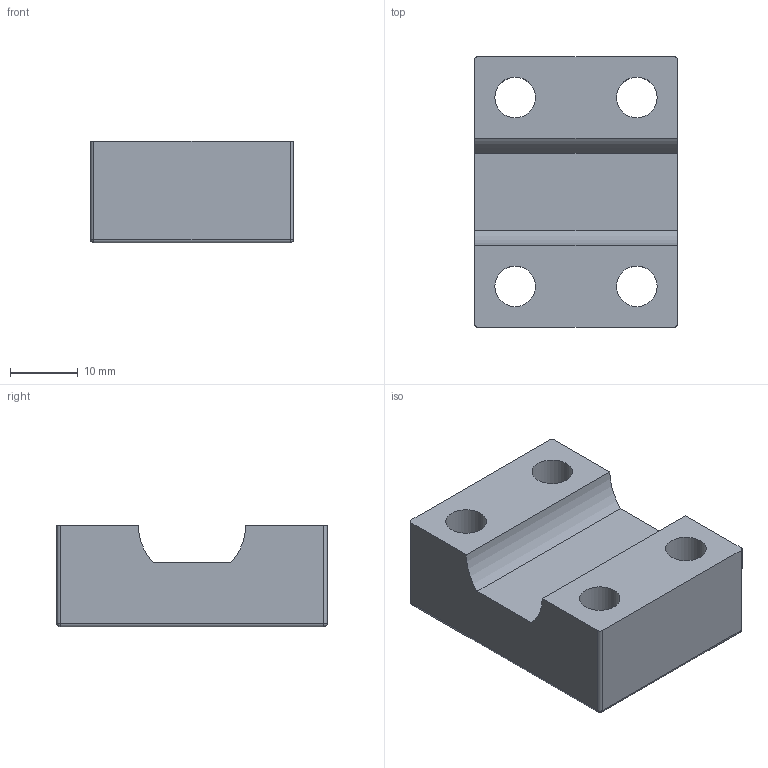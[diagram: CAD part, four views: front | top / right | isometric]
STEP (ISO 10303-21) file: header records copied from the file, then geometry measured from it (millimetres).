
FILE_DESCRIPTION(/* description */ (''),/* implementation_level */ '2;1');
FILE_NAME(/* name */ 'Adapter_Top.step',/* time_stamp */ '2021-05-05T12:40:34-07:00',/* author */ (''),/* organization */ (''),/* preprocessor_version */ 'ST-DEVELOPER v18.1',/* originating_system */ 'Autodesk Translation Framework v9.7.1.1290',/* authorisation */ '');
FILE_SCHEMA (('AUTOMOTIVE_DESIGN { 1 0 10303 214 3 1 1 }'));
Length unit declared in the file: millimetre
Products named in the file (3): RoboDog; Adapter; Top
Assembly tree (2 placements, depth 3):
  RoboDog
    Adapter
      Top
Bounding box: 30 x 40 x 15 mm (x, y, z)
Volume: 13052.3 mm3; surface area: 5653.9 mm2
Topology: 1 solids, 1 shells, 34 faces, 72 edges, 44 vertices
Faces by surface type: cylinder 18, plane 12, sphere 4
Full cylindrical faces by diameter (mm): 6 x4, 9.5 x4
Entity records: 994 total; most frequent: DIRECTION 186, CARTESIAN_POINT 155, ORIENTED_EDGE 144, AXIS2_PLACEMENT_3D 75, EDGE_CURVE 72, EDGE_LOOP 46, VERTEX_POINT 44, LINE 36
